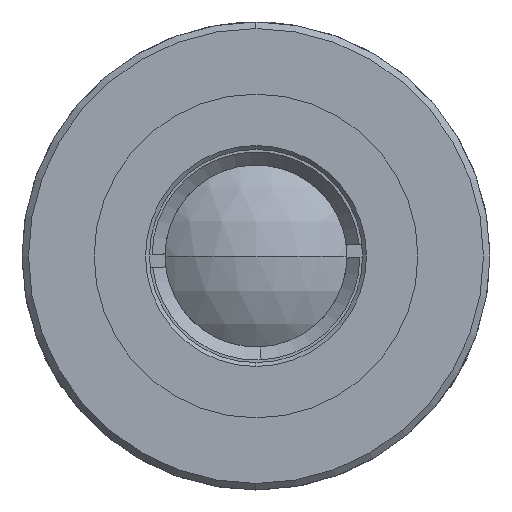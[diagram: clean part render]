
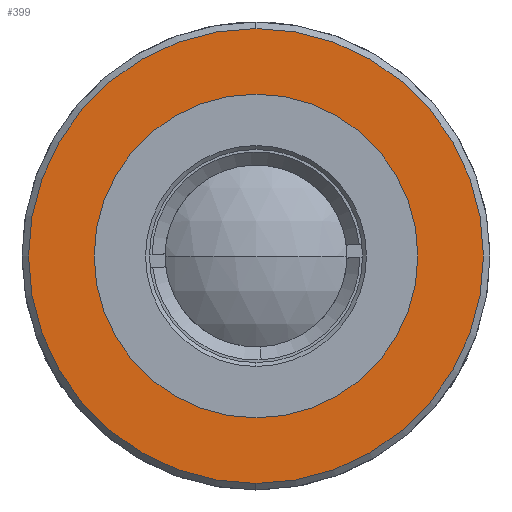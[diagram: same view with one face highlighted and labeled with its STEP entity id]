
A CAD part, left-side view. The second image highlights one B-rep face of the part: STEP entity #399.
In plain terms, the highlighted planar face has unit normal (-1, 0, 0).
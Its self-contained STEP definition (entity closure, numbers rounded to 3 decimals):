
#210 = DIRECTION ( 'NONE',  ( 0., 0., 1. ) ) ;
#364 = ORIENTED_EDGE ( 'NONE', *, *, #664, .T. ) ;
#399 = ADVANCED_FACE ( 'NONE', ( #4362, #5088 ), #1414, .F. ) ;
#549 = CARTESIAN_POINT ( 'NONE',  ( -5.002, 0., 0. ) ) ;
#573 = DIRECTION ( 'NONE',  ( -1., 0., 0. ) ) ;
#638 = EDGE_CURVE ( 'NONE', #4717, #3940, #4392, .T. ) ;
#664 = EDGE_CURVE ( 'NONE', #2513, #3026, #5152, .T. ) ;
#772 = ORIENTED_EDGE ( 'NONE', *, *, #638, .F. ) ;
#813 = CARTESIAN_POINT ( 'NONE',  ( -5.002, 0., -17.5 ) ) ;
#901 = AXIS2_PLACEMENT_3D ( 'NONE', #1772, #2602, #937 ) ;
#937 = DIRECTION ( 'NONE',  ( 0., 0., 1. ) ) ;
#1055 = CARTESIAN_POINT ( 'NONE',  ( -5.002, 0., 0. ) ) ;
#1068 = CARTESIAN_POINT ( 'NONE',  ( -5.002, 18., 0. ) ) ;
#1154 = CIRCLE ( 'NONE', #4759, 17.5 ) ;
#1414 = PLANE ( 'NONE',  #4033 ) ;
#1726 = AXIS2_PLACEMENT_3D ( 'NONE', #1055, #3711, #1804 ) ;
#1772 = CARTESIAN_POINT ( 'NONE',  ( -5.002, 0., 0. ) ) ;
#1804 = DIRECTION ( 'NONE',  ( 0., 0., -1. ) ) ;
#1974 = CARTESIAN_POINT ( 'NONE',  ( -5.002, 0., 17.5 ) ) ;
#1981 = AXIS2_PLACEMENT_3D ( 'NONE', #4709, #573, #210 ) ;
#2242 = DIRECTION ( 'NONE',  ( -1., 0., 0. ) ) ;
#2422 = CARTESIAN_POINT ( 'NONE',  ( -5.002, 0., 12.45 ) ) ;
#2513 = VERTEX_POINT ( 'NONE', #813 ) ;
#2518 = EDGE_LOOP ( 'NONE', ( #364, #4608 ) ) ;
#2602 = DIRECTION ( 'NONE',  ( -1., 0., 0. ) ) ;
#3026 = VERTEX_POINT ( 'NONE', #1974 ) ;
#3307 = CIRCLE ( 'NONE', #901, 12.45 ) ;
#3711 = DIRECTION ( 'NONE',  ( -1., 0., 0. ) ) ;
#3925 = EDGE_CURVE ( 'NONE', #3026, #2513, #1154, .T. ) ;
#3940 = VERTEX_POINT ( 'NONE', #4186 ) ;
#4033 = AXIS2_PLACEMENT_3D ( 'NONE', #1068, #4695, #5114 ) ;
#4075 = ORIENTED_EDGE ( 'NONE', *, *, #4173, .F. ) ;
#4173 = EDGE_CURVE ( 'NONE', #3940, #4717, #3307, .T. ) ;
#4186 = CARTESIAN_POINT ( 'NONE',  ( -5.002, 0., -12.45 ) ) ;
#4362 = FACE_OUTER_BOUND ( 'NONE', #2518, .T. ) ;
#4392 = CIRCLE ( 'NONE', #1981, 12.45 ) ;
#4608 = ORIENTED_EDGE ( 'NONE', *, *, #3925, .T. ) ;
#4684 = DIRECTION ( 'NONE',  ( 0., 0., -1. ) ) ;
#4695 = DIRECTION ( 'NONE',  ( 1., 0., 0. ) ) ;
#4709 = CARTESIAN_POINT ( 'NONE',  ( -5.002, 0., 0. ) ) ;
#4717 = VERTEX_POINT ( 'NONE', #2422 ) ;
#4759 = AXIS2_PLACEMENT_3D ( 'NONE', #549, #2242, #4684 ) ;
#4843 = EDGE_LOOP ( 'NONE', ( #772, #4075 ) ) ;
#5088 = FACE_BOUND ( 'NONE', #4843, .T. ) ;
#5114 = DIRECTION ( 'NONE',  ( 0., 0., -1. ) ) ;
#5152 = CIRCLE ( 'NONE', #1726, 17.5 ) ;
